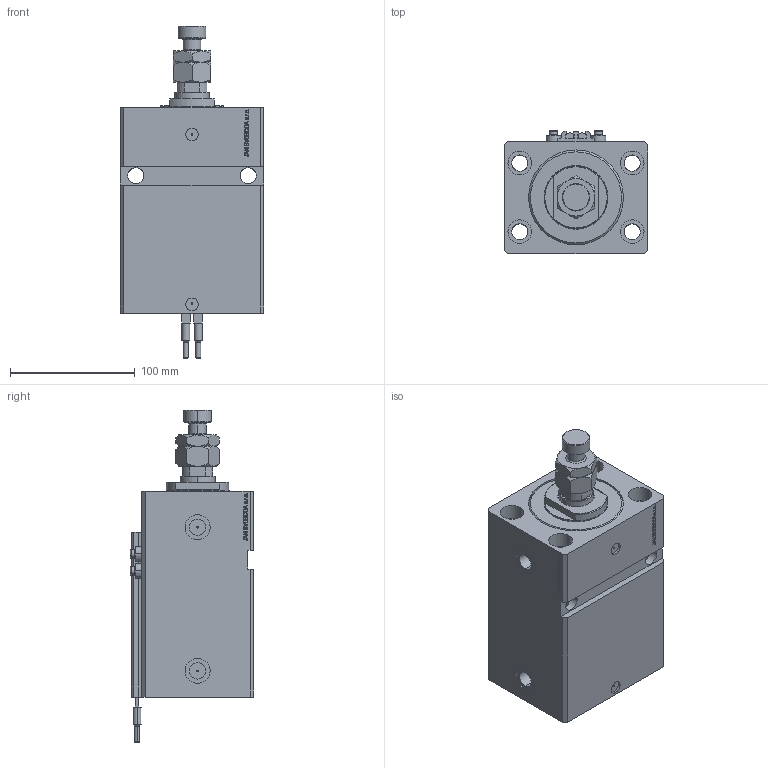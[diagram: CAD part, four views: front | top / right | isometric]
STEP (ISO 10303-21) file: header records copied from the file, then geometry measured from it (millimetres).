
FILE_DESCRIPTION (( 'STEP AP203' ), '1' );
FILE_NAME ('11aa.STEP', '2022-04-09T14:30:39', ( '' ), ( '' ), 'SwSTEP 2.0', 'SolidWorks 2019', '' );
FILE_SCHEMA (( 'CONFIG_CONTROL_DESIGN' ));
Length unit declared in the file: millimetre
Products named in the file (7): V250CE_VC_E 7c96034430e804e24d3c9d4d02b8c919; ALLEN BOLT V250CE 7c96034430e804e24d3c9d4d02b8c919; MFA 7c96034430e804e24d3c9d4d02b8c919; SWITCH_V250CE 7c96034430e804e24d3c9d4d02b8c919; 11aa; V250CE_E_Body 7c96034430e804e24d3c9d4d02b8c919; V250CE_C_VCP 7c96034430e804e24d3c9d4d02b8c919
Assembly tree (10 placements, depth 2):
  11aa
    V250CE_E_Body 7c96034430e804e24d3c9d4d02b8c919
    ALLEN BOLT V250CE 7c96034430e804e24d3c9d4d02b8c919  x4
    V250CE_C_VCP 7c96034430e804e24d3c9d4d02b8c919
    V250CE_VC_E 7c96034430e804e24d3c9d4d02b8c919
    MFA 7c96034430e804e24d3c9d4d02b8c919
    SWITCH_V250CE 7c96034430e804e24d3c9d4d02b8c919  x2
Bounding box: 115 x 99 x 265.9 mm (x, y, z)
Volume: 1424652.9 mm3; surface area: 223170.2 mm2
Topology: 11 solids, 11 shells, 1227 faces, 3030 edges, 1949 vertices
Faces by surface type: plane 595, bspline 368, cylinder 154, cone 88, torus 22
Entity records: 51698 total; most frequent: CARTESIAN_POINT 26380, ORIENTED_EDGE 5642, DIRECTION 3831, EDGE_CURVE 2821, VERTEX_POINT 1835, LINE 1675, VECTOR 1675, EDGE_LOOP 1272
